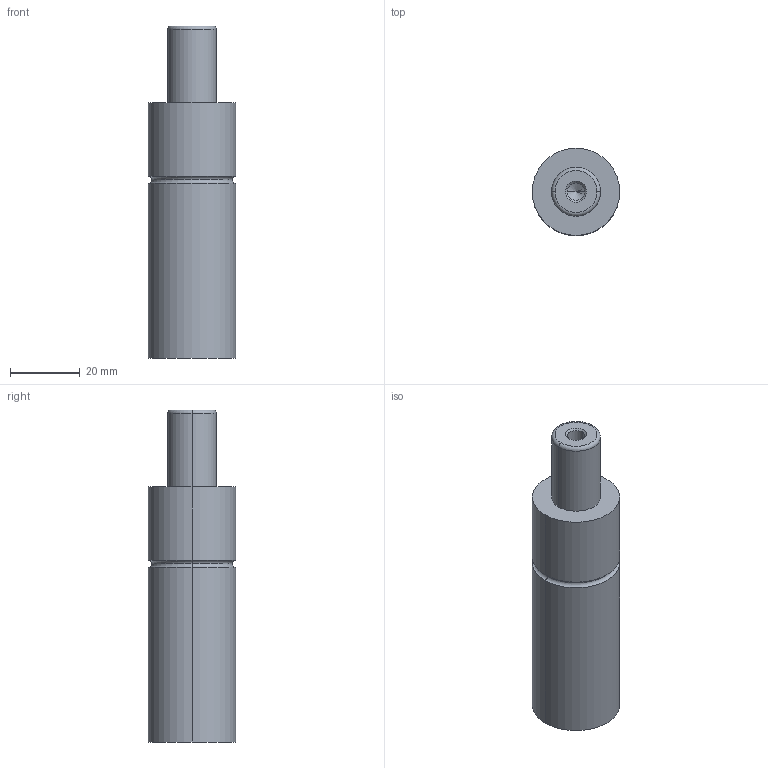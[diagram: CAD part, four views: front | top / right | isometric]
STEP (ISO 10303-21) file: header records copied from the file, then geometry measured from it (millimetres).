
FILE_DESCRIPTION (( 'STEP AP203' ), '1' );
FILE_NAME ('OP 00300_020.step', '2018-11-27T21:12:55', ( '' ), ( '' ), 'SwSTEP 2.0', 'SolidWorks 2016', '' );
FILE_SCHEMA (( 'CONFIG_CONTROL_DESIGN' ));
Length unit declared in the file: millimetre
Products named in the file (1): OP 00300_020
Bounding box: 25 x 25 x 95 mm (x, y, z)
Volume: 38694.7 mm3; surface area: 8036.6 mm2
Topology: 1 solids, 1 shells, 27 faces, 56 edges, 30 vertices
Faces by surface type: cylinder 10, cone 8, torus 6, plane 3
Entity records: 765 total; most frequent: DIRECTION 142, CARTESIAN_POINT 110, ORIENTED_EDGE 104, AXIS2_PLACEMENT_3D 62, EDGE_CURVE 52, CIRCLE 34, VERTEX_POINT 30, EDGE_LOOP 30
